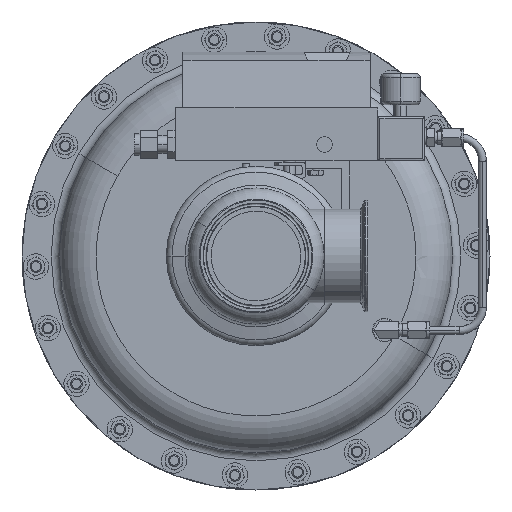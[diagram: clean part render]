
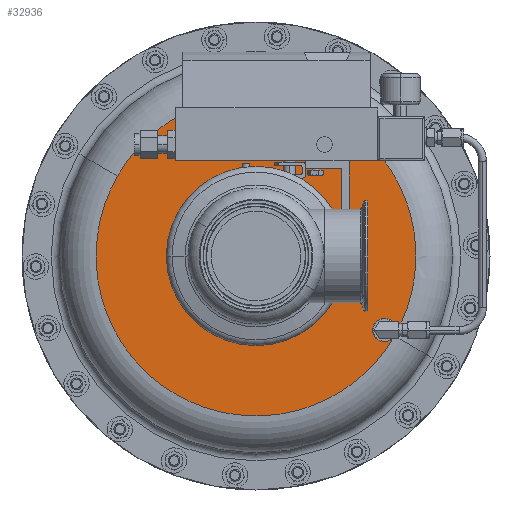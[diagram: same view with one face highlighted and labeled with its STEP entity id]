
A CAD part, front view. The second image highlights one B-rep face of the part: STEP entity #32936.
In plain terms, the highlighted planar face has unit normal (0, -1, 0).
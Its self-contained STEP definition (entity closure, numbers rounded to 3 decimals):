
#1003 = CARTESIAN_POINT ( 'NONE',  ( 0., 10.633, 0. ) ) ;
#1778 = CARTESIAN_POINT ( 'NONE',  ( 0., 10.633, -2.325 ) ) ;
#3116 = ORIENTED_EDGE ( 'NONE', *, *, #37677, .F. ) ;
#3638 = AXIS2_PLACEMENT_3D ( 'NONE', #12434, #24269, #20530 ) ;
#4807 = PLANE ( 'NONE',  #3638 ) ;
#5104 = CARTESIAN_POINT ( 'NONE',  ( 0., 10.633, 0. ) ) ;
#6861 = DIRECTION ( 'NONE',  ( 0., 1., 0. ) ) ;
#6933 = ORIENTED_EDGE ( 'NONE', *, *, #24248, .F. ) ;
#8257 = VERTEX_POINT ( 'NONE', #36636 ) ;
#10253 = DIRECTION ( 'NONE',  ( 0.055, 0., -0.998 ) ) ;
#11112 = CARTESIAN_POINT ( 'NONE',  ( 4.093, 10.633, -2.001 ) ) ;
#11368 = FACE_BOUND ( 'NONE', #38340, .T. ) ;
#12346 = EDGE_CURVE ( 'Defeatured_0_9+Defeatured_0_1056+Defeatured_0_11+Defeatured_0_11', #25113, #17394, #25102, .T. ) ;
#12434 = CARTESIAN_POINT ( 'NONE',  ( -2.563, 10.633, -4.438 ) ) ;
#12478 = ORIENTED_EDGE ( 'NONE', *, *, #12346, .T. ) ;
#12556 = EDGE_CURVE ( 'Defeatured_0_9+Defeatured_0_1056+Defeatured_0_11+Defeatured_0_11', #36163, #25113, #39056, .T. ) ;
#12992 = ORIENTED_EDGE ( 'NONE', *, *, #12556, .T. ) ;
#13110 = VERTEX_POINT ( 'NONE', #31941 ) ;
#13567 = VERTEX_POINT ( 'NONE', #1778 ) ;
#14382 = CIRCLE ( 'NONE', #20769, 5.125 ) ;
#15844 = DIRECTION ( 'NONE',  ( 0., 1., 0. ) ) ;
#16391 = CIRCLE ( 'NONE', #46757, 5.125 ) ;
#16410 = DIRECTION ( 'NONE',  ( 0., 0., -1. ) ) ;
#17394 = VERTEX_POINT ( 'NONE', #11112 ) ;
#18831 = CIRCLE ( 'NONE', #45023, 0.375 ) ;
#18840 = CARTESIAN_POINT ( 'NONE',  ( 4.134, 10.633, -2.749 ) ) ;
#19116 = AXIS2_PLACEMENT_3D ( 'NONE', #39430, #32307, #47404 ) ;
#19696 = CIRCLE ( 'NONE', #41877, 2.325 ) ;
#19745 = DIRECTION ( 'NONE',  ( 0.866, 0., -0.5 ) ) ;
#19777 = DIRECTION ( 'NONE',  ( 0., -1., 0. ) ) ;
#20530 = DIRECTION ( 'NONE',  ( -0.866, 0., 0.5 ) ) ;
#20769 = AXIS2_PLACEMENT_3D ( 'NONE', #5104, #39798, #24057 ) ;
#21383 = CARTESIAN_POINT ( 'NONE',  ( 4.114, 10.633, -2.375 ) ) ;
#21973 = EDGE_CURVE ( 'Defeatured_0_11+Defeatured_0_9+Defeatured_0_9+Defeatured_0_9', #13110, #36163, #14382, .T. ) ;
#22096 = CARTESIAN_POINT ( 'NONE',  ( 4.114, 10.633, -2.375 ) ) ;
#24057 = DIRECTION ( 'NONE',  ( 0.866, 0., -0.5 ) ) ;
#24248 = EDGE_CURVE ( 'Defeatured_0_906+Defeatured_0_9+Defeatured_0_9+Defeatured_0_9', #13567, #8257, #19696, .T. ) ;
#24269 = DIRECTION ( 'NONE',  ( 0., -1., 0. ) ) ;
#25102 = CIRCLE ( 'NONE', #19116, 0.375 ) ;
#25113 = VERTEX_POINT ( 'NONE', #18840 ) ;
#27842 = ORIENTED_EDGE ( 'NONE', *, *, #38437, .T. ) ;
#29237 = CIRCLE ( 'NONE', #38529, 2.325 ) ;
#31941 = CARTESIAN_POINT ( 'NONE',  ( -4.438, 10.633, 2.563 ) ) ;
#32229 = ORIENTED_EDGE ( 'NONE', *, *, #49510, .F. ) ;
#32307 = DIRECTION ( 'NONE',  ( 0., 1., 0. ) ) ;
#32936 = ADVANCED_FACE ( 'Defeatured_0_9', ( #47152, #11368 ), #4807, .T. ) ;
#35685 = CARTESIAN_POINT ( 'NONE',  ( 0., 10.633, 0. ) ) ;
#36163 = VERTEX_POINT ( 'NONE', #36302 ) ;
#36302 = CARTESIAN_POINT ( 'NONE',  ( 4.438, 10.633, -2.563 ) ) ;
#36636 = CARTESIAN_POINT ( 'NONE',  ( 0., 10.633, 2.325 ) ) ;
#37677 = EDGE_CURVE ( 'Defeatured_0_906+Defeatured_0_9+Defeatured_0_9+Defeatured_0_9', #8257, #13567, #29237, .T. ) ;
#38340 = EDGE_LOOP ( 'NONE', ( #6933, #3116 ) ) ;
#38437 = EDGE_CURVE ( 'Defeatured_0_9+Defeatured_0_1056+Defeatured_0_11+Defeatured_0_11', #17394, #36163, #18831, .T. ) ;
#38529 = AXIS2_PLACEMENT_3D ( 'NONE', #35685, #19777, #43437 ) ;
#39056 = CIRCLE ( 'NONE', #43430, 0.375 ) ;
#39430 = CARTESIAN_POINT ( 'NONE',  ( 4.114, 10.633, -2.375 ) ) ;
#39451 = CARTESIAN_POINT ( 'NONE',  ( 0., 10.633, 0. ) ) ;
#39798 = DIRECTION ( 'NONE',  ( 0., 1., 0. ) ) ;
#41877 = AXIS2_PLACEMENT_3D ( 'NONE', #39451, #43804, #16410 ) ;
#43430 = AXIS2_PLACEMENT_3D ( 'NONE', #22096, #6861, #10253 ) ;
#43437 = DIRECTION ( 'NONE',  ( 0., 0., -1. ) ) ;
#43804 = DIRECTION ( 'NONE',  ( 0., -1., 0. ) ) ;
#45023 = AXIS2_PLACEMENT_3D ( 'NONE', #21383, #48507, #45055 ) ;
#45055 = DIRECTION ( 'NONE',  ( 0.055, 0., -0.998 ) ) ;
#46757 = AXIS2_PLACEMENT_3D ( 'NONE', #1003, #15844, #19745 ) ;
#46987 = ORIENTED_EDGE ( 'NONE', *, *, #21973, .F. ) ;
#47152 = FACE_OUTER_BOUND ( 'NONE', #49292, .T. ) ;
#47404 = DIRECTION ( 'NONE',  ( 0.055, 0., -0.998 ) ) ;
#48507 = DIRECTION ( 'NONE',  ( 0., 1., 0. ) ) ;
#49292 = EDGE_LOOP ( 'NONE', ( #32229, #12992, #12478, #27842, #46987 ) ) ;
#49510 = EDGE_CURVE ( 'Defeatured_0_11+Defeatured_0_9+Defeatured_0_9+Defeatured_0_9', #36163, #13110, #16391, .T. ) ;
